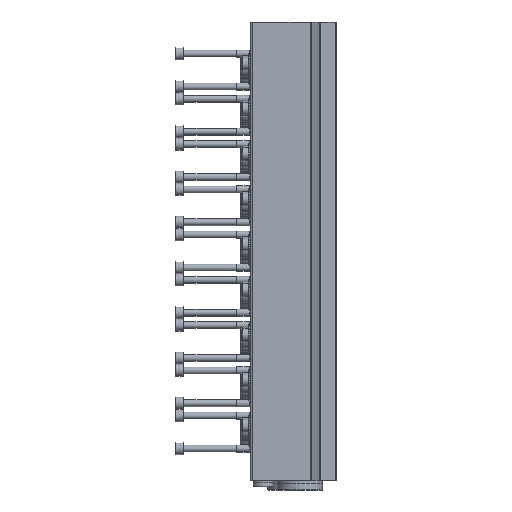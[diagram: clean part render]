
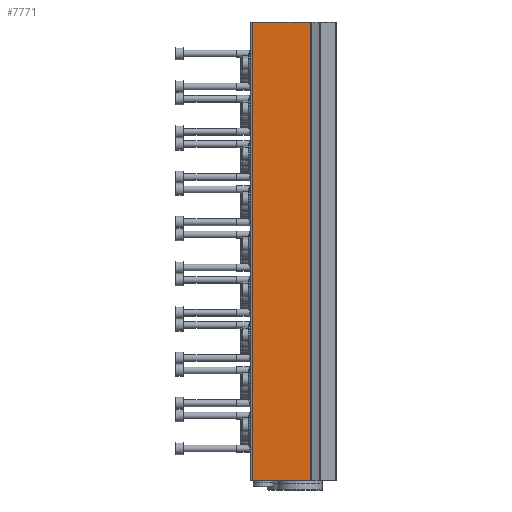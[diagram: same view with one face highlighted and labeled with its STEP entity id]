
A CAD part, left-side view. The second image highlights one B-rep face of the part: STEP entity #7771.
In plain terms, the highlighted planar face has unit normal (-1, 0, 0).
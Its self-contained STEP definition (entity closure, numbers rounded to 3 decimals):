
#351=PLANE('',#8362);
#1181=ORIENTED_EDGE('',*,*,#3171,.F.);
#1182=ORIENTED_EDGE('',*,*,#3170,.F.);
#1183=ORIENTED_EDGE('',*,*,#3172,.T.);
#1184=ORIENTED_EDGE('',*,*,#3173,.T.);
#3170=EDGE_CURVE('',#4165,#4163,#4877,.T.);
#3171=EDGE_CURVE('',#4163,#4166,#4878,.T.);
#3172=EDGE_CURVE('',#4165,#4167,#4879,.T.);
#3173=EDGE_CURVE('',#4167,#4166,#4880,.T.);
#4163=VERTEX_POINT('',#12612);
#4165=VERTEX_POINT('',#12616);
#4166=VERTEX_POINT('',#12620);
#4167=VERTEX_POINT('',#12622);
#4877=LINE('',#12617,#5373);
#4878=LINE('',#12619,#5374);
#4879=LINE('',#12621,#5375);
#4880=LINE('',#12623,#5376);
#5373=VECTOR('',#9408,1000.);
#5374=VECTOR('',#9411,1000.);
#5375=VECTOR('',#9412,1000.);
#5376=VECTOR('',#9413,1000.);
#5888=EDGE_LOOP('',(#1181,#1182,#1183,#1184));
#6756=FACE_BOUND('',#5888,.T.);
#7771=ADVANCED_FACE('',(#6756),#351,.T.);
#8362=AXIS2_PLACEMENT_3D('',#12618,#9409,#9410);
#9408=DIRECTION('',(0.,0.,1.));
#9409=DIRECTION('',(-1.,0.,0.));
#9410=DIRECTION('',(0.,0.,1.));
#9411=DIRECTION('',(0.,-1.,0.));
#9412=DIRECTION('',(0.,-1.,0.));
#9413=DIRECTION('',(0.,0.,1.));
#12612=CARTESIAN_POINT('',(-72.,59.5,0.));
#12616=CARTESIAN_POINT('',(-72.,59.5,-324.));
#12617=CARTESIAN_POINT('',(-72.,59.5,-324.));
#12618=CARTESIAN_POINT('',(-72.,59.5,-324.));
#12619=CARTESIAN_POINT('',(-72.,59.5,0.));
#12620=CARTESIAN_POINT('',(-72.,18.514,0.));
#12621=CARTESIAN_POINT('',(-72.,59.5,-324.));
#12622=CARTESIAN_POINT('',(-72.,18.514,-324.));
#12623=CARTESIAN_POINT('',(-72.,18.514,-324.));
